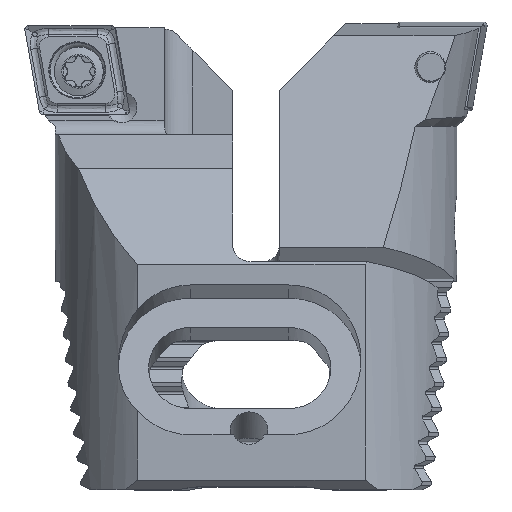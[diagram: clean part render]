
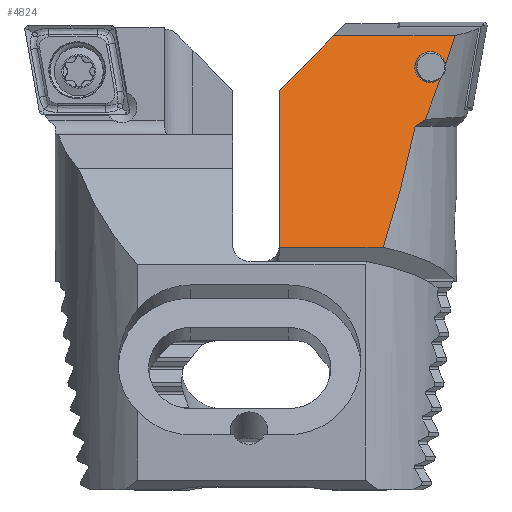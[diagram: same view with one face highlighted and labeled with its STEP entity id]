
A CAD part, top view. The second image highlights one B-rep face of the part: STEP entity #4824.
In plain terms, the highlighted face is planar.
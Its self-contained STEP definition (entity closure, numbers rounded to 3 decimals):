
#18 = CARTESIAN_POINT ( 'NONE',  ( 5.519, -7.558, -11.947 ) ) ;
#60 = DIRECTION ( 'NONE',  ( -1., 0.004, 0.001 ) ) ;
#136 = CARTESIAN_POINT ( 'NONE',  ( 8.705, -16.015, -14.213 ) ) ;
#208 = CARTESIAN_POINT ( 'NONE',  ( 6.578, -7.508, -11.934 ) ) ;
#510 = DIRECTION ( 'NONE',  ( 0., -0.259, 0.966 ) ) ;
#531 = ORIENTED_EDGE ( 'NONE', *, *, #10477, .T. ) ;
#1285 = CARTESIAN_POINT ( 'NONE',  ( 6.968, -10.702, -12.79 ) ) ;
#1797 =( BOUNDED_CURVE ( )  B_SPLINE_CURVE ( 3, ( #15505, #11668, #18, #10451 ),
 .UNSPECIFIED., .F., .F. ) 
 B_SPLINE_CURVE_WITH_KNOTS ( ( 4, 4 ),
 ( 4.108, 4.177 ),
 .UNSPECIFIED. ) 
 CURVE ( )  GEOMETRIC_REPRESENTATION_ITEM ( )  RATIONAL_B_SPLINE_CURVE ( ( 1., 1., 1., 1. ) ) 
 REPRESENTATION_ITEM ( '' )  );
#1843 = CARTESIAN_POINT ( 'NONE',  ( 4.987, -6.06, -11.546 ) ) ;
#2618 = CARTESIAN_POINT ( 'NONE',  ( 22.25, -24.176, -16.4 ) ) ;
#2623 = EDGE_CURVE ( 'NONE', #6171, #5810, #16441, .T. ) ;
#2909 = CARTESIAN_POINT ( 'NONE',  ( 4.462, -4.565, -11.145 ) ) ;
#2919 = CARTESIAN_POINT ( 'NONE',  ( 4.462, -4.565, -11.145 ) ) ;
#2975 = CARTESIAN_POINT ( 'NONE',  ( 6.938, -2.285, -10.534 ) ) ;
#3112 = LINE ( 'NONE', #2618, #14154 ) ;
#3194 = ORIENTED_EDGE ( 'NONE', *, *, #16514, .F. ) ;
#3263 = VECTOR ( 'NONE', #7821, 1000. ) ;
#3720 = B_SPLINE_CURVE_WITH_KNOTS ( 'NONE', 3,
 ( #3876, #12647, #1285, #6231 ),
 .UNSPECIFIED., .F., .F.,
 ( 4, 4 ),
 ( 0., 0.001 ),
 .UNSPECIFIED. ) ;
#3876 = CARTESIAN_POINT ( 'NONE',  ( 7.697, -11.2, -12.923 ) ) ;
#4039 = CARTESIAN_POINT ( 'NONE',  ( 3.411, -1.456, -10.312 ) ) ;
#4117 = CARTESIAN_POINT ( 'NONE',  ( 4.805, -2.456, -10.58 ) ) ;
#4324 =( BOUNDED_CURVE ( )  B_SPLINE_CURVE ( 3, ( #14437, #208, #8048, #5388, #2975, #4117, #2919 ),
 .UNSPECIFIED., .F., .T. ) 
 B_SPLINE_CURVE_WITH_KNOTS ( ( 4, 3, 4 ),
 ( 2.269, 4.912, 7.555 ),
 .UNSPECIFIED. ) 
 CURVE ( )  GEOMETRIC_REPRESENTATION_ITEM ( )  RATIONAL_B_SPLINE_CURVE ( ( 1., 0.498, 0.498, 1., 0.498, 0.498, 1. ) ) 
 REPRESENTATION_ITEM ( '' )  );
#4468 = PLANE ( 'NONE',  #15709 ) ;
#4619 = CARTESIAN_POINT ( 'NONE',  ( 31.752, -16.825, -14.43 ) ) ;
#4824 = ADVANCED_FACE ( 'NONE', ( #15819 ), #4468, .F. ) ;
#4862 = ORIENTED_EDGE ( 'NONE', *, *, #8918, .T. ) ;
#4892 = VECTOR ( 'NONE', #7039, 1000. ) ;
#4938 = CARTESIAN_POINT ( 'NONE',  ( 16.441, -1.514, -10.328 ) ) ;
#5106 = DIRECTION ( 'NONE',  ( 0., 0.966, 0.259 ) ) ;
#5331 = VERTEX_POINT ( 'NONE', #13585 ) ;
#5373 = CARTESIAN_POINT ( 'NONE',  ( 11.134, -24.176, -16.4 ) ) ;
#5388 = CARTESIAN_POINT ( 'NONE',  ( 7.649, -4.311, -11.077 ) ) ;
#5700 = LINE ( 'NONE', #4619, #4892 ) ;
#5810 = VERTEX_POINT ( 'NONE', #4039 ) ;
#6171 = VERTEX_POINT ( 'NONE', #2909 ) ;
#6231 = CARTESIAN_POINT ( 'NONE',  ( 6.607, -10.449, -12.722 ) ) ;
#6351 = EDGE_CURVE ( 'NONE', #11929, #5810, #10375, .T. ) ;
#6591 = CARTESIAN_POINT ( 'NONE',  ( 49.045, -1.659, -10.366 ) ) ;
#6670 = EDGE_CURVE ( 'NONE', #11050, #12899, #1797, .T. ) ;
#7004 = CARTESIAN_POINT ( 'NONE',  ( 3.411, -1.456, -10.312 ) ) ;
#7039 = DIRECTION ( 'NONE',  ( 0.695, -0.695, -0.186 ) ) ;
#7504 = EDGE_CURVE ( 'NONE', #11929, #8187, #5700, .T. ) ;
#7821 = DIRECTION ( 'NONE',  ( -1., 0., 0. ) ) ;
#7919 = CARTESIAN_POINT ( 'NONE',  ( 9.855, -20.36, -15.378 ) ) ;
#7947 = ORIENTED_EDGE ( 'NONE', *, *, #16642, .T. ) ;
#8048 = CARTESIAN_POINT ( 'NONE',  ( 8.361, -6.337, -11.62 ) ) ;
#8187 = VERTEX_POINT ( 'NONE', #9041 ) ;
#8198 = CARTESIAN_POINT ( 'NONE',  ( 4.462, -4.565, -11.145 ) ) ;
#8918 = EDGE_CURVE ( 'NONE', #5331, #14235, #11903, .T. ) ;
#9041 = CARTESIAN_POINT ( 'NONE',  ( 22.25, -7.323, -11.884 ) ) ;
#9506 =( BOUNDED_CURVE ( )  B_SPLINE_CURVE ( 3, ( #5373, #7919, #136, #14367 ),
 .UNSPECIFIED., .F., .F. ) 
 B_SPLINE_CURVE_WITH_KNOTS ( ( 4, 4 ),
 ( 3.816, 4.05 ),
 .UNSPECIFIED. ) 
 CURVE ( )  GEOMETRIC_REPRESENTATION_ITEM ( )  RATIONAL_B_SPLINE_CURVE ( ( 1., 0.995, 0.995, 1. ) ) 
 REPRESENTATION_ITEM ( '' )  );
#9562 = CARTESIAN_POINT ( 'NONE',  ( 3.757, -2.507, -10.594 ) ) ;
#9967 = VERTEX_POINT ( 'NONE', #10040 ) ;
#10040 = CARTESIAN_POINT ( 'NONE',  ( 7.697, -11.2, -12.923 ) ) ;
#10223 = CARTESIAN_POINT ( 'NONE',  ( 6.607, -10.449, -12.722 ) ) ;
#10375 = LINE ( 'NONE', #6591, #11565 ) ;
#10451 = CARTESIAN_POINT ( 'NONE',  ( 4.987, -6.06, -11.546 ) ) ;
#10477 = EDGE_CURVE ( 'NONE', #9967, #11050, #3720, .T. ) ;
#10891 = CARTESIAN_POINT ( 'NONE',  ( 49.05, -0.686, -10.106 ) ) ;
#11050 = VERTEX_POINT ( 'NONE', #10223 ) ;
#11565 = VECTOR ( 'NONE', #60, 1000. ) ;
#11668 = CARTESIAN_POINT ( 'NONE',  ( 6.059, -9.022, -12.339 ) ) ;
#11903 = LINE ( 'NONE', #15075, #3263 ) ;
#11929 = VERTEX_POINT ( 'NONE', #4938 ) ;
#12202 = ORIENTED_EDGE ( 'NONE', *, *, #6351, .F. ) ;
#12647 = CARTESIAN_POINT ( 'NONE',  ( 7.331, -10.952, -12.857 ) ) ;
#12899 = VERTEX_POINT ( 'NONE', #1843 ) ;
#13585 = CARTESIAN_POINT ( 'NONE',  ( 22.25, -24.176, -16.4 ) ) ;
#13906 = EDGE_CURVE ( 'NONE', #14235, #9967, #9506, .T. ) ;
#14127 = ORIENTED_EDGE ( 'NONE', *, *, #13906, .T. ) ;
#14154 = VECTOR ( 'NONE', #5106, 1000. ) ;
#14235 = VERTEX_POINT ( 'NONE', #14289 ) ;
#14289 = CARTESIAN_POINT ( 'NONE',  ( 11.134, -24.176, -16.4 ) ) ;
#14367 = CARTESIAN_POINT ( 'NONE',  ( 7.697, -11.2, -12.923 ) ) ;
#14434 = ORIENTED_EDGE ( 'NONE', *, *, #6670, .T. ) ;
#14437 = CARTESIAN_POINT ( 'NONE',  ( 4.987, -6.06, -11.546 ) ) ;
#14731 = CARTESIAN_POINT ( 'NONE',  ( 4.108, -3.543, -10.871 ) ) ;
#15075 = CARTESIAN_POINT ( 'NONE',  ( 49.05, -24.176, -16.4 ) ) ;
#15186 = ORIENTED_EDGE ( 'NONE', *, *, #2623, .T. ) ;
#15505 = CARTESIAN_POINT ( 'NONE',  ( 6.607, -10.449, -12.722 ) ) ;
#15709 = AXIS2_PLACEMENT_3D ( 'NONE', #10891, #510, #16030 ) ;
#15819 = FACE_OUTER_BOUND ( 'NONE', #16455, .T. ) ;
#15863 = ORIENTED_EDGE ( 'NONE', *, *, #7504, .T. ) ;
#16030 = DIRECTION ( 'NONE',  ( 0., -0.966, -0.259 ) ) ;
#16441 =( BOUNDED_CURVE ( )  B_SPLINE_CURVE ( 3, ( #8198, #14731, #9562, #7004 ),
 .UNSPECIFIED., .F., .F. ) 
 B_SPLINE_CURVE_WITH_KNOTS ( ( 4, 4 ),
 ( 4.199, 4.246 ),
 .UNSPECIFIED. ) 
 CURVE ( )  GEOMETRIC_REPRESENTATION_ITEM ( )  RATIONAL_B_SPLINE_CURVE ( ( 1., 1., 1., 1. ) ) 
 REPRESENTATION_ITEM ( '' )  );
#16455 = EDGE_LOOP ( 'NONE', ( #14434, #7947, #15186, #12202, #15863, #3194, #4862, #14127, #531 ) ) ;
#16514 = EDGE_CURVE ( 'NONE', #5331, #8187, #3112, .T. ) ;
#16642 = EDGE_CURVE ( 'NONE', #12899, #6171, #4324, .T. ) ;
